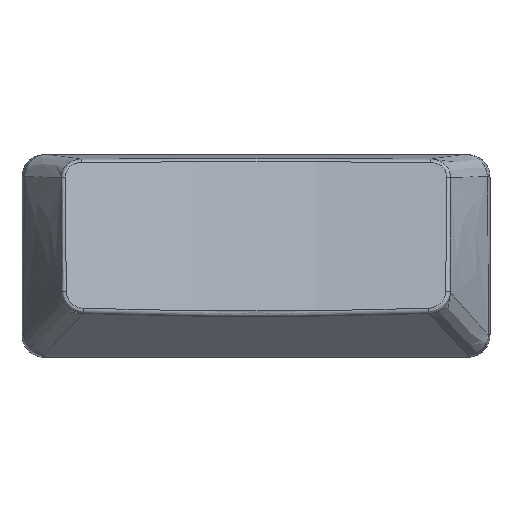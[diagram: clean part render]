
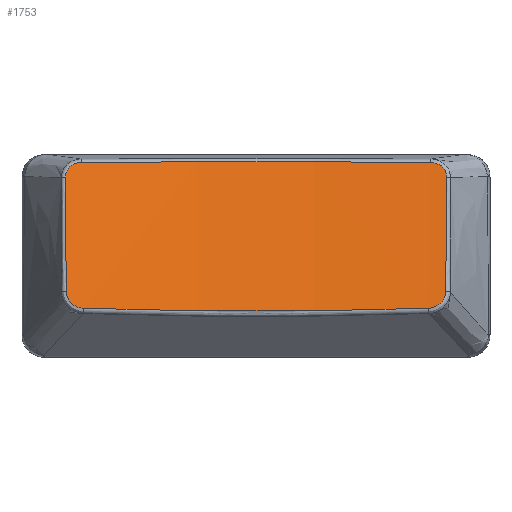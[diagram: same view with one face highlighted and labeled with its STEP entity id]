
A CAD part, top view. The second image highlights one B-rep face of the part: STEP entity #1753.
In plain terms, the highlighted free-form (B-spline) face has degree [1, 2] with [2, 3] control points.
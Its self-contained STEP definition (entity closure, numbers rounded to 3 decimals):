
#14=(
BOUNDED_SURFACE()
B_SPLINE_SURFACE(1,2,((#3968,#3969,#3970),(#3971,#3972,#3973)),
 .UNSPECIFIED.,.F.,.F.,.F.)
B_SPLINE_SURFACE_WITH_KNOTS((2,2),(3,3),(0.279,0.357),
(-1.667,-1.475),.UNSPECIFIED.)
GEOMETRIC_REPRESENTATION_ITEM()
RATIONAL_B_SPLINE_SURFACE(((1.,0.995,1.),(1.,0.995,
1.)))
REPRESENTATION_ITEM('')
SURFACE()
);
#159=B_SPLINE_CURVE_WITH_KNOTS('',3,(#3698,#3699,#3700,#3701),
 .UNSPECIFIED.,.F.,.F.,(4,4),(0.,1.064),.UNSPECIFIED.);
#160=B_SPLINE_CURVE_WITH_KNOTS('',3,(#3734,#3735,#3736,#3737,#3738,#3739),
 .UNSPECIFIED.,.F.,.F.,(4,1,1,4),(0.,0.065,0.13,
0.228),.UNSPECIFIED.);
#161=B_SPLINE_CURVE_WITH_KNOTS('',3,(#3762,#3763,#3764,#3765),
 .UNSPECIFIED.,.F.,.F.,(4,4),(0.,3.136),
 .UNSPECIFIED.);
#162=B_SPLINE_CURVE_WITH_KNOTS('',3,(#3798,#3799,#3800,#3801,#3802,#3803),
 .UNSPECIFIED.,.F.,.F.,(4,1,1,4),(0.,0.098,0.163,
0.228),.UNSPECIFIED.);
#164=B_SPLINE_CURVE_WITH_KNOTS('',3,(#3831,#3832,#3833,#3834),
 .UNSPECIFIED.,.F.,.F.,(4,4),(0.,1.064),
 .UNSPECIFIED.);
#166=B_SPLINE_CURVE_WITH_KNOTS('',3,(#3868,#3869,#3870,#3871,#3872),
 .UNSPECIFIED.,.F.,.F.,(4,1,4),(0.,0.105,0.245),
 .UNSPECIFIED.);
#168=B_SPLINE_CURVE_WITH_KNOTS('',3,(#3899,#3900,#3901,#3902),
 .UNSPECIFIED.,.F.,.F.,(4,4),(0.,3.101),
 .UNSPECIFIED.);
#169=B_SPLINE_CURVE_WITH_KNOTS('',3,(#3933,#3934,#3935,#3936,#3937,#3938),
 .UNSPECIFIED.,.F.,.F.,(4,1,1,4),(0.,0.105,
0.175,0.245),.UNSPECIFIED.);
#490=FACE_OUTER_BOUND('',#600,.T.);
#600=EDGE_LOOP('',(#1483,#1484,#1485,#1486,#1487,#1488,#1489,#1490));
#792=VERTEX_POINT('',#3694);
#793=VERTEX_POINT('',#3696);
#794=VERTEX_POINT('',#3732);
#795=VERTEX_POINT('',#3760);
#796=VERTEX_POINT('',#3796);
#797=VERTEX_POINT('',#3824);
#799=VERTEX_POINT('',#3860);
#801=VERTEX_POINT('',#3893);
#1028=EDGE_CURVE('',#793,#792,#159,.T.);
#1030=EDGE_CURVE('',#792,#794,#160,.T.);
#1032=EDGE_CURVE('',#794,#795,#161,.T.);
#1034=EDGE_CURVE('',#795,#796,#162,.T.);
#1037=EDGE_CURVE('',#796,#797,#164,.T.);
#1040=EDGE_CURVE('',#797,#799,#166,.T.);
#1043=EDGE_CURVE('',#799,#801,#168,.T.);
#1044=EDGE_CURVE('',#801,#793,#169,.T.);
#1483=ORIENTED_EDGE('',*,*,#1028,.F.);
#1484=ORIENTED_EDGE('',*,*,#1044,.F.);
#1485=ORIENTED_EDGE('',*,*,#1043,.F.);
#1486=ORIENTED_EDGE('',*,*,#1040,.F.);
#1487=ORIENTED_EDGE('',*,*,#1037,.F.);
#1488=ORIENTED_EDGE('',*,*,#1034,.F.);
#1489=ORIENTED_EDGE('',*,*,#1032,.F.);
#1490=ORIENTED_EDGE('',*,*,#1030,.F.);
#1753=ADVANCED_FACE('',(#490),#14,.T.);
#3694=CARTESIAN_POINT('',(-17.086,7.047,5.513));
#3696=CARTESIAN_POINT('',(-17.024,-3.184,8.441));
#3698=CARTESIAN_POINT('Ctrl Pts',(-17.024,-3.184,8.441));
#3699=CARTESIAN_POINT('Ctrl Pts',(-17.039,0.226,7.465));
#3700=CARTESIAN_POINT('Ctrl Pts',(-17.057,3.637,6.488));
#3701=CARTESIAN_POINT('Ctrl Pts',(-17.086,7.047,5.513));
#3732=CARTESIAN_POINT('',(-15.629,8.385,4.999));
#3734=CARTESIAN_POINT('Ctrl Pts',(-17.086,7.047,5.513));
#3735=CARTESIAN_POINT('Ctrl Pts',(-17.088,7.256,5.453));
#3736=CARTESIAN_POINT('Ctrl Pts',(-16.999,7.674,5.325));
#3737=CARTESIAN_POINT('Ctrl Pts',(-16.496,8.239,5.117));
#3738=CARTESIAN_POINT('Ctrl Pts',(-15.953,8.382,5.028));
#3739=CARTESIAN_POINT('Ctrl Pts',(-15.629,8.385,4.999));
#3760=CARTESIAN_POINT('',(15.629,8.385,4.999));
#3762=CARTESIAN_POINT('Ctrl Pts',(-15.629,8.385,4.999));
#3763=CARTESIAN_POINT('Ctrl Pts',(-5.236,8.465,4.089));
#3764=CARTESIAN_POINT('Ctrl Pts',(5.236,8.465,4.089));
#3765=CARTESIAN_POINT('Ctrl Pts',(15.629,8.385,4.999));
#3796=CARTESIAN_POINT('',(17.086,7.047,5.513));
#3798=CARTESIAN_POINT('Ctrl Pts',(15.629,8.385,4.999));
#3799=CARTESIAN_POINT('Ctrl Pts',(15.953,8.382,5.028));
#3800=CARTESIAN_POINT('Ctrl Pts',(16.496,8.239,5.117));
#3801=CARTESIAN_POINT('Ctrl Pts',(16.999,7.674,5.325));
#3802=CARTESIAN_POINT('Ctrl Pts',(17.088,7.256,5.453));
#3803=CARTESIAN_POINT('Ctrl Pts',(17.086,7.047,5.513));
#3824=CARTESIAN_POINT('',(17.024,-3.184,8.441));
#3831=CARTESIAN_POINT('Ctrl Pts',(17.086,7.047,5.513));
#3832=CARTESIAN_POINT('Ctrl Pts',(17.057,3.637,6.488));
#3833=CARTESIAN_POINT('Ctrl Pts',(17.039,0.226,7.465));
#3834=CARTESIAN_POINT('Ctrl Pts',(17.024,-3.184,8.441));
#3860=CARTESIAN_POINT('',(15.453,-4.703,8.737));
#3868=CARTESIAN_POINT('Ctrl Pts',(17.024,-3.184,8.441));
#3869=CARTESIAN_POINT('Ctrl Pts',(17.023,-3.52,8.537));
#3870=CARTESIAN_POINT('Ctrl Pts',(16.728,-4.315,8.737));
#3871=CARTESIAN_POINT('Ctrl Pts',(15.917,-4.687,8.772));
#3872=CARTESIAN_POINT('Ctrl Pts',(15.453,-4.703,8.737));
#3893=CARTESIAN_POINT('',(-15.453,-4.703,8.737));
#3899=CARTESIAN_POINT('Ctrl Pts',(15.453,-4.703,8.737));
#3900=CARTESIAN_POINT('Ctrl Pts',(5.174,-5.054,7.971));
#3901=CARTESIAN_POINT('Ctrl Pts',(-5.174,-5.054,7.971));
#3902=CARTESIAN_POINT('Ctrl Pts',(-15.453,-4.703,8.737));
#3933=CARTESIAN_POINT('Ctrl Pts',(-15.453,-4.703,8.737));
#3934=CARTESIAN_POINT('Ctrl Pts',(-15.801,-4.691,8.763));
#3935=CARTESIAN_POINT('Ctrl Pts',(-16.381,-4.493,8.757));
#3936=CARTESIAN_POINT('Ctrl Pts',(-16.915,-3.859,8.625));
#3937=CARTESIAN_POINT('Ctrl Pts',(-17.023,-3.408,8.505));
#3938=CARTESIAN_POINT('Ctrl Pts',(-17.024,-3.184,8.441));
#3968=CARTESIAN_POINT('Ctrl Pts',(17.088,-4.786,8.906));
#3969=CARTESIAN_POINT('Ctrl Pts',(0.,-5.209,7.432));
#3970=CARTESIAN_POINT('Ctrl Pts',(-17.088,-4.786,8.906));
#3971=CARTESIAN_POINT('Ctrl Pts',(17.088,8.664,5.05));
#3972=CARTESIAN_POINT('Ctrl Pts',(0.,8.241,
3.575));
#3973=CARTESIAN_POINT('Ctrl Pts',(-17.088,8.664,5.05));
